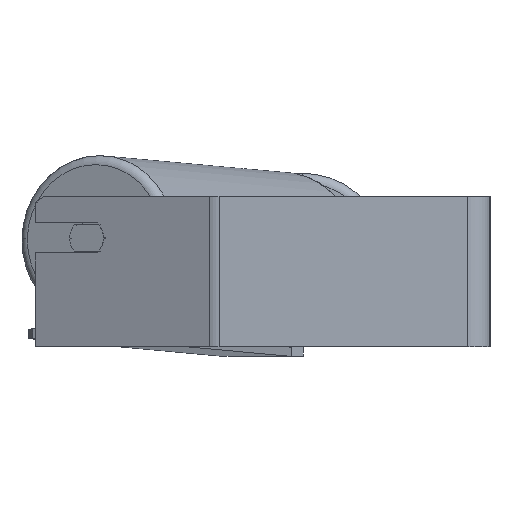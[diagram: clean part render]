
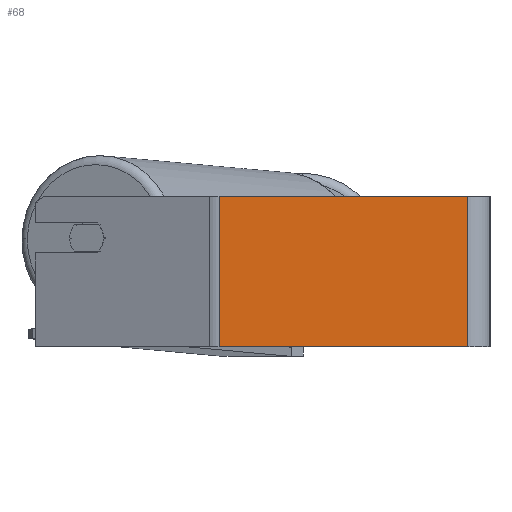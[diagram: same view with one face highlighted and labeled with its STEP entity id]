
A CAD part, left-side view. The second image highlights one B-rep face of the part: STEP entity #68.
In plain terms, the highlighted planar face has unit normal (-1, 0, 0).
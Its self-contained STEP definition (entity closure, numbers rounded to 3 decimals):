
#68 = ADVANCED_FACE ( 'NONE', ( #8718 ), #8021, .F. ) ;
#191 = VECTOR ( 'NONE', #7813, 1000. ) ;
#277 = DIRECTION ( 'NONE',  ( 0., -1., 0. ) ) ;
#433 = CARTESIAN_POINT ( 'NONE',  ( -415., 147.092, 40. ) ) ;
#598 = EDGE_CURVE ( 'NONE', #4499, #8391, #5904, .T. ) ;
#758 = DIRECTION ( 'NONE',  ( 0., 0., -1. ) ) ;
#1852 = EDGE_CURVE ( 'NONE', #4054, #3935, #8703, .T. ) ;
#2195 = CARTESIAN_POINT ( 'NONE',  ( -415., 144.432, 40. ) ) ;
#2779 = EDGE_LOOP ( 'NONE', ( #8501, #6999, #4643, #8513 ) ) ;
#3139 = CARTESIAN_POINT ( 'NONE',  ( -415., 12., 40. ) ) ;
#3199 = DIRECTION ( 'NONE',  ( 0., 0., -1. ) ) ;
#3935 = VERTEX_POINT ( 'NONE', #4395 ) ;
#4054 = VERTEX_POINT ( 'NONE', #6235 ) ;
#4161 = EDGE_CURVE ( 'NONE', #8391, #3935, #7920, .T. ) ;
#4395 = CARTESIAN_POINT ( 'NONE',  ( -415., 12., -40. ) ) ;
#4499 = VERTEX_POINT ( 'NONE', #2195 ) ;
#4643 = ORIENTED_EDGE ( 'NONE', *, *, #7234, .F. ) ;
#5013 = CARTESIAN_POINT ( 'NONE',  ( -415., 147.092, 40. ) ) ;
#5086 = DIRECTION ( 'NONE',  ( 1., 0., 0. ) ) ;
#5130 = AXIS2_PLACEMENT_3D ( 'NONE', #433, #5086, #3199 ) ;
#5707 = LINE ( 'NONE', #5013, #191 ) ;
#5904 = LINE ( 'NONE', #8701, #7495 ) ;
#5977 = CARTESIAN_POINT ( 'NONE',  ( -415., 144.432, -40. ) ) ;
#6235 = CARTESIAN_POINT ( 'NONE',  ( -415., 12., 40. ) ) ;
#6406 = VECTOR ( 'NONE', #758, 1000. ) ;
#6439 = VECTOR ( 'NONE', #277, 1000. ) ;
#6544 = DIRECTION ( 'NONE',  ( 0., 0., -1. ) ) ;
#6588 = CARTESIAN_POINT ( 'NONE',  ( -415., 147.092, -40. ) ) ;
#6999 = ORIENTED_EDGE ( 'NONE', *, *, #1852, .F. ) ;
#7234 = EDGE_CURVE ( 'NONE', #4499, #4054, #5707, .T. ) ;
#7495 = VECTOR ( 'NONE', #6544, 1000. ) ;
#7813 = DIRECTION ( 'NONE',  ( 0., -1., 0. ) ) ;
#7920 = LINE ( 'NONE', #6588, #6439 ) ;
#8021 = PLANE ( 'NONE',  #5130 ) ;
#8391 = VERTEX_POINT ( 'NONE', #5977 ) ;
#8501 = ORIENTED_EDGE ( 'NONE', *, *, #4161, .T. ) ;
#8513 = ORIENTED_EDGE ( 'NONE', *, *, #598, .T. ) ;
#8701 = CARTESIAN_POINT ( 'NONE',  ( -415., 144.432, 40. ) ) ;
#8703 = LINE ( 'NONE', #3139, #6406 ) ;
#8718 = FACE_OUTER_BOUND ( 'NONE', #2779, .T. ) ;
